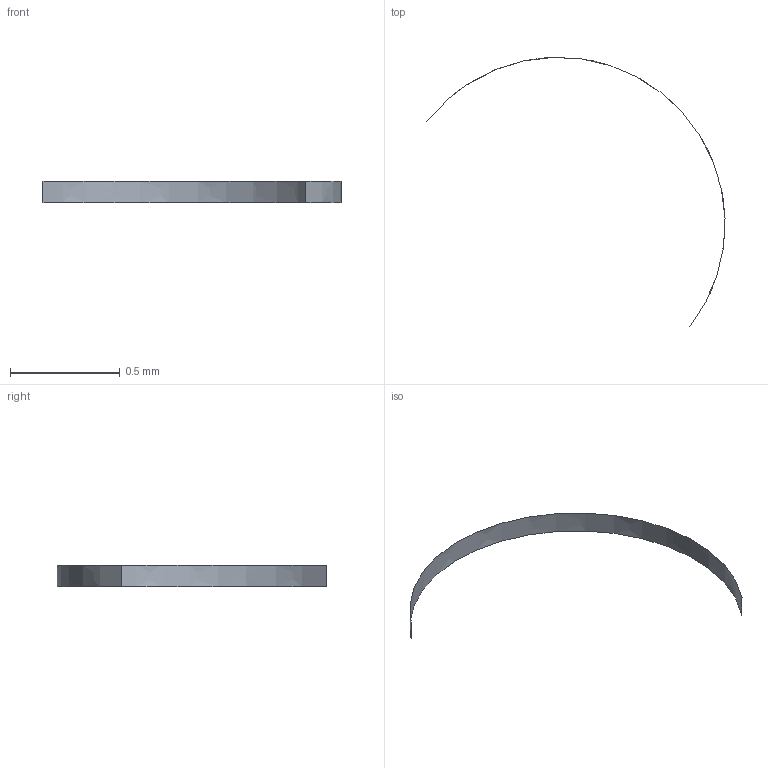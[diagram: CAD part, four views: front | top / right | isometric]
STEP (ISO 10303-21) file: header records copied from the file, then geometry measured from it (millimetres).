
FILE_DESCRIPTION((''),'2;1');
FILE_NAME('TBARASSEMBLY_ASM','2015-05-23T',('SESA69708'),('Schneider-Electric'),'PRO/ENGINEER BY PARAMETRIC TECHNOLOGY CORPORATION, 2012420','PRO/ENGINEER BY PARAMETRIC TECHNOLOGY CORPORATION, 2012420','');
FILE_SCHEMA(('CONFIG_CONTROL_DESIGN'));
Length unit declared in the file: millimetre
Products named in the file (4): BARRE_32; 725727-01_1_3; ASM0007_ASM_3_ASM; TBARASSEMBLY_ASM
Assembly tree (3 placements, depth 3):
  TBARASSEMBLY_ASM
    ASM0007_ASM_3_ASM
      BARRE_32
      725727-01_1_3
Bounding box: 1.36 x 1.23 x 0.1 mm (x, y, z)
Surface area: 0.2 mm2 (no closed solid volume)
Topology: 0 solids, 0 shells, 1 faces, 4 edges, 4 vertices
Faces by surface type: bspline 1
Entity records: 242 total; most frequent: CARTESIAN_POINT 73, DIRECTION 28, AXIS2_PLACEMENT_3D 11, TRIMMED_CURVE 8, PRODUCT_DEFINITION_SHAPE 7, VECTOR 6, LINE 6, DEFINITIONAL_REPRESENTATION 4
